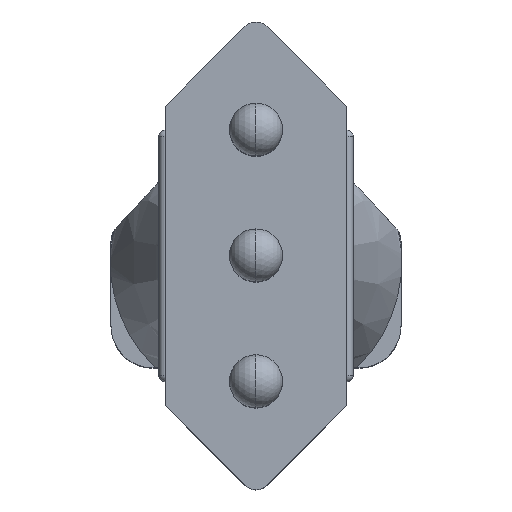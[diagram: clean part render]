
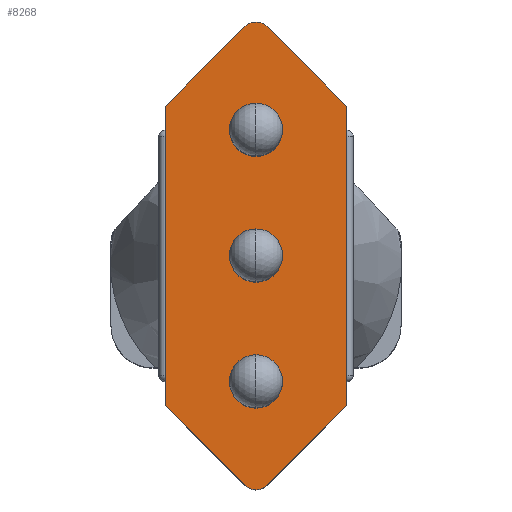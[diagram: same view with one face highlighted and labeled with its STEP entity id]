
A CAD part, top view. The second image highlights one B-rep face of the part: STEP entity #8268.
In plain terms, the highlighted planar face has unit normal (0, 0, 1).
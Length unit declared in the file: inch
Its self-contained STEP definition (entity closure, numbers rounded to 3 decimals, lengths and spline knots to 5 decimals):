
#56 = VERTEX_POINT ( 'NONE', #7128 ) ;
#68 = DIRECTION ( 'NONE',  ( 0., 0., -1. ) ) ;
#94 = CIRCLE ( 'NONE', #254, 0.07874 ) ;
#170 = EDGE_LOOP ( 'NONE', ( #3982, #9239 ) ) ;
#198 = ORIENTED_EDGE ( 'NONE', *, *, #8127, .T. ) ;
#211 = CARTESIAN_POINT ( 'NONE',  ( 0., 0., 0. ) ) ;
#226 = DIRECTION ( 'NONE',  ( 1., 0., 0. ) ) ;
#254 = AXIS2_PLACEMENT_3D ( 'NONE', #5358, #1864, #8977 ) ;
#310 = EDGE_CURVE ( 'NONE', #5828, #2084, #9010, .T. ) ;
#364 = AXIS2_PLACEMENT_3D ( 'NONE', #4007, #372, #8476 ) ;
#372 = DIRECTION ( 'NONE',  ( 0., 0., -1. ) ) ;
#397 = AXIS2_PLACEMENT_3D ( 'NONE', #3079, #2868, #1323 ) ;
#493 = ORIENTED_EDGE ( 'NONE', *, *, #6724, .T. ) ;
#534 = ORIENTED_EDGE ( 'NONE', *, *, #7604, .T. ) ;
#672 = EDGE_CURVE ( 'NONE', #5840, #4825, #1703, .T. ) ;
#718 = DIRECTION ( 'NONE',  ( 0., 0., 1. ) ) ;
#986 = DIRECTION ( 'NONE',  ( 0., 0., -1. ) ) ;
#998 = CARTESIAN_POINT ( 'NONE',  ( -0.45276, 0., 0. ) ) ;
#1064 = PLANE ( 'NONE',  #7839 ) ;
#1136 = ORIENTED_EDGE ( 'NONE', *, *, #8563, .T. ) ;
#1269 = CIRCLE ( 'NONE', #364, 0.07874 ) ;
#1323 = DIRECTION ( 'NONE',  ( 1., 0., 0. ) ) ;
#1573 = EDGE_CURVE ( 'NONE', #8102, #1846, #2384, .T. ) ;
#1617 = DIRECTION ( 'NONE',  ( -1., 0., 0. ) ) ;
#1636 = DIRECTION ( 'NONE',  ( 0., 0., -1. ) ) ;
#1638 = EDGE_CURVE ( 'NONE', #2551, #3684, #2171, .T. ) ;
#1650 = ORIENTED_EDGE ( 'NONE', *, *, #1638, .T. ) ;
#1703 = CIRCLE ( 'NONE', #4906, 0.07874 ) ;
#1747 = FACE_BOUND ( 'NONE', #8475, .T. ) ;
#1753 = CARTESIAN_POINT ( 'NONE',  ( 0.29528, 0., 0. ) ) ;
#1846 = VERTEX_POINT ( 'NONE', #4227 ) ;
#1864 = DIRECTION ( 'NONE',  ( 0., 0., -1. ) ) ;
#2084 = VERTEX_POINT ( 'NONE', #2585 ) ;
#2171 = CIRCLE ( 'NONE', #5677, 0.04752 ) ;
#2193 = EDGE_CURVE ( 'NONE', #1846, #4243, #6444, .T. ) ;
#2216 = CIRCLE ( 'NONE', #8771, 0.07874 ) ;
#2384 = LINE ( 'NONE', #4677, #3247 ) ;
#2551 = VERTEX_POINT ( 'NONE', #7582 ) ;
#2585 = CARTESIAN_POINT ( 'NONE',  ( 0.07874, 0., 0. ) ) ;
#2604 = CARTESIAN_POINT ( 'NONE',  ( -0.68096, -0.0336, 0. ) ) ;
#2606 = LINE ( 'NONE', #2798, #4366 ) ;
#2648 = FACE_BOUND ( 'NONE', #7382, .T. ) ;
#2798 = CARTESIAN_POINT ( 'NONE',  ( 0.44488, -0.26969, 0. ) ) ;
#2819 = AXIS2_PLACEMENT_3D ( 'NONE', #8148, #718, #5209 ) ;
#2828 = VERTEX_POINT ( 'NONE', #8597 ) ;
#2868 = DIRECTION ( 'NONE',  ( 0., 0., 1. ) ) ;
#2941 = ORIENTED_EDGE ( 'NONE', *, *, #2193, .T. ) ;
#3079 = CARTESIAN_POINT ( 'NONE',  ( 0.64736, 0., 0. ) ) ;
#3228 = ORIENTED_EDGE ( 'NONE', *, *, #6959, .T. ) ;
#3242 = CARTESIAN_POINT ( 'NONE',  ( 0.45276, 0., 0. ) ) ;
#3247 = VECTOR ( 'NONE', #4717, 39.37008 ) ;
#3277 = VERTEX_POINT ( 'NONE', #8430 ) ;
#3360 = ORIENTED_EDGE ( 'NONE', *, *, #1573, .T. ) ;
#3383 = AXIS2_PLACEMENT_3D ( 'NONE', #211, #68, #8754 ) ;
#3573 = LINE ( 'NONE', #9400, #4215 ) ;
#3589 = DIRECTION ( 'NONE',  ( -1., 0., 0. ) ) ;
#3684 = VERTEX_POINT ( 'NONE', #2604 ) ;
#3867 = CARTESIAN_POINT ( 'NONE',  ( 0.69488, 0., 0. ) ) ;
#3982 = ORIENTED_EDGE ( 'NONE', *, *, #310, .T. ) ;
#4007 = CARTESIAN_POINT ( 'NONE',  ( -0.37402, 0., 0. ) ) ;
#4077 = CARTESIAN_POINT ( 'NONE',  ( -0.29528, 0., 0. ) ) ;
#4122 = VERTEX_POINT ( 'NONE', #4077 ) ;
#4143 = ORIENTED_EDGE ( 'NONE', *, *, #672, .T. ) ;
#4215 = VECTOR ( 'NONE', #5771, 39.37008 ) ;
#4227 = CARTESIAN_POINT ( 'NONE',  ( 0.44488, 0.26969, 0. ) ) ;
#4243 = VERTEX_POINT ( 'NONE', #4305 ) ;
#4305 = CARTESIAN_POINT ( 'NONE',  ( -0.44488, 0.26969, 0. ) ) ;
#4343 = EDGE_CURVE ( 'NONE', #6805, #8102, #6927, .T. ) ;
#4366 = VECTOR ( 'NONE', #6278, 39.37008 ) ;
#4465 = DIRECTION ( 'NONE',  ( 0.707, -0.707, 0. ) ) ;
#4618 = CARTESIAN_POINT ( 'NONE',  ( 0.68096, 0.0336, 0. ) ) ;
#4677 = CARTESIAN_POINT ( 'NONE',  ( 0.44488, 0.26969, 0. ) ) ;
#4717 = DIRECTION ( 'NONE',  ( -0.707, 0.707, 0. ) ) ;
#4825 = VERTEX_POINT ( 'NONE', #1753 ) ;
#4856 = FACE_OUTER_BOUND ( 'NONE', #7208, .T. ) ;
#4906 = AXIS2_PLACEMENT_3D ( 'NONE', #8888, #1636, #5932 ) ;
#5049 = EDGE_CURVE ( 'NONE', #2828, #3277, #2606, .T. ) ;
#5209 = DIRECTION ( 'NONE',  ( 1., 0., 0. ) ) ;
#5253 = CARTESIAN_POINT ( 'NONE',  ( -0.64736, 0., 0. ) ) ;
#5281 = LINE ( 'NONE', #6606, #8006 ) ;
#5358 = CARTESIAN_POINT ( 'NONE',  ( 0., 0., 0. ) ) ;
#5368 = CIRCLE ( 'NONE', #7787, 0.07874 ) ;
#5504 = EDGE_CURVE ( 'NONE', #3277, #6805, #5879, .T. ) ;
#5512 = DIRECTION ( 'NONE',  ( 1., 0., 0. ) ) ;
#5634 = EDGE_CURVE ( 'NONE', #4243, #2551, #3573, .T. ) ;
#5677 = AXIS2_PLACEMENT_3D ( 'NONE', #5253, #7613, #226 ) ;
#5771 = DIRECTION ( 'NONE',  ( -0.707, -0.707, 0. ) ) ;
#5828 = VERTEX_POINT ( 'NONE', #6854 ) ;
#5840 = VERTEX_POINT ( 'NONE', #3242 ) ;
#5879 = CIRCLE ( 'NONE', #397, 0.04752 ) ;
#5932 = DIRECTION ( 'NONE',  ( -1., 0., 0. ) ) ;
#5952 = DIRECTION ( 'NONE',  ( 0., 0., -1. ) ) ;
#5998 = CARTESIAN_POINT ( 'NONE',  ( 0.37402, 0., 0. ) ) ;
#6226 = FACE_BOUND ( 'NONE', #170, .T. ) ;
#6278 = DIRECTION ( 'NONE',  ( 0.707, 0.707, 0. ) ) ;
#6389 = VERTEX_POINT ( 'NONE', #998 ) ;
#6444 = LINE ( 'NONE', #7912, #6601 ) ;
#6535 = CARTESIAN_POINT ( 'NONE',  ( -0.44488, -0.26969, 0. ) ) ;
#6601 = VECTOR ( 'NONE', #3589, 39.37008 ) ;
#6606 = CARTESIAN_POINT ( 'NONE',  ( -0.44488, -0.26969, 0. ) ) ;
#6681 = CARTESIAN_POINT ( 'NONE',  ( -0.37402, 0., 0. ) ) ;
#6724 = EDGE_CURVE ( 'NONE', #4122, #6389, #5368, .T. ) ;
#6805 = VERTEX_POINT ( 'NONE', #3867 ) ;
#6848 = CARTESIAN_POINT ( 'NONE',  ( -0.64736, 0., 0. ) ) ;
#6854 = CARTESIAN_POINT ( 'NONE',  ( -0.07874, 0., 0. ) ) ;
#6927 = CIRCLE ( 'NONE', #2819, 0.04752 ) ;
#6959 = EDGE_CURVE ( 'NONE', #6389, #4122, #1269, .T. ) ;
#7128 = CARTESIAN_POINT ( 'NONE',  ( -0.44488, -0.26969, 0. ) ) ;
#7208 = EDGE_LOOP ( 'NONE', ( #9357, #1650, #1136, #534, #8256, #7219, #7807, #3360, #2941 ) ) ;
#7219 = ORIENTED_EDGE ( 'NONE', *, *, #5504, .T. ) ;
#7382 = EDGE_LOOP ( 'NONE', ( #198, #4143 ) ) ;
#7582 = CARTESIAN_POINT ( 'NONE',  ( -0.68096, 0.0336, 0. ) ) ;
#7604 = EDGE_CURVE ( 'NONE', #56, #2828, #7950, .T. ) ;
#7613 = DIRECTION ( 'NONE',  ( 0., 0., 1. ) ) ;
#7702 = DIRECTION ( 'NONE',  ( 0., 0., 1. ) ) ;
#7787 = AXIS2_PLACEMENT_3D ( 'NONE', #6681, #986, #1617 ) ;
#7807 = ORIENTED_EDGE ( 'NONE', *, *, #4343, .T. ) ;
#7839 = AXIS2_PLACEMENT_3D ( 'NONE', #6848, #7702, #5512 ) ;
#7912 = CARTESIAN_POINT ( 'NONE',  ( -0.44488, 0.26969, 0. ) ) ;
#7950 = LINE ( 'NONE', #6535, #7990 ) ;
#7990 = VECTOR ( 'NONE', #8004, 39.37008 ) ;
#8004 = DIRECTION ( 'NONE',  ( 1., 0., 0. ) ) ;
#8006 = VECTOR ( 'NONE', #4465, 39.37008 ) ;
#8102 = VERTEX_POINT ( 'NONE', #4618 ) ;
#8127 = EDGE_CURVE ( 'NONE', #4825, #5840, #2216, .T. ) ;
#8148 = CARTESIAN_POINT ( 'NONE',  ( 0.64736, 0., 0. ) ) ;
#8256 = ORIENTED_EDGE ( 'NONE', *, *, #5049, .T. ) ;
#8268 = ADVANCED_FACE ( 'NONE', ( #1747, #2648, #6226, #4856 ), #1064, .T. ) ;
#8430 = CARTESIAN_POINT ( 'NONE',  ( 0.68096, -0.0336, 0. ) ) ;
#8475 = EDGE_LOOP ( 'NONE', ( #3228, #493 ) ) ;
#8476 = DIRECTION ( 'NONE',  ( -1., 0., 0. ) ) ;
#8563 = EDGE_CURVE ( 'NONE', #3684, #56, #5281, .T. ) ;
#8597 = CARTESIAN_POINT ( 'NONE',  ( 0.44488, -0.26969, 0. ) ) ;
#8754 = DIRECTION ( 'NONE',  ( -1., 0., 0. ) ) ;
#8771 = AXIS2_PLACEMENT_3D ( 'NONE', #5998, #5952, #8906 ) ;
#8888 = CARTESIAN_POINT ( 'NONE',  ( 0.37402, 0., 0. ) ) ;
#8896 = EDGE_CURVE ( 'NONE', #2084, #5828, #94, .T. ) ;
#8906 = DIRECTION ( 'NONE',  ( -1., 0., 0. ) ) ;
#8977 = DIRECTION ( 'NONE',  ( -1., 0., 0. ) ) ;
#9010 = CIRCLE ( 'NONE', #3383, 0.07874 ) ;
#9239 = ORIENTED_EDGE ( 'NONE', *, *, #8896, .T. ) ;
#9357 = ORIENTED_EDGE ( 'NONE', *, *, #5634, .T. ) ;
#9400 = CARTESIAN_POINT ( 'NONE',  ( -0.44488, 0.26969, 0. ) ) ;
